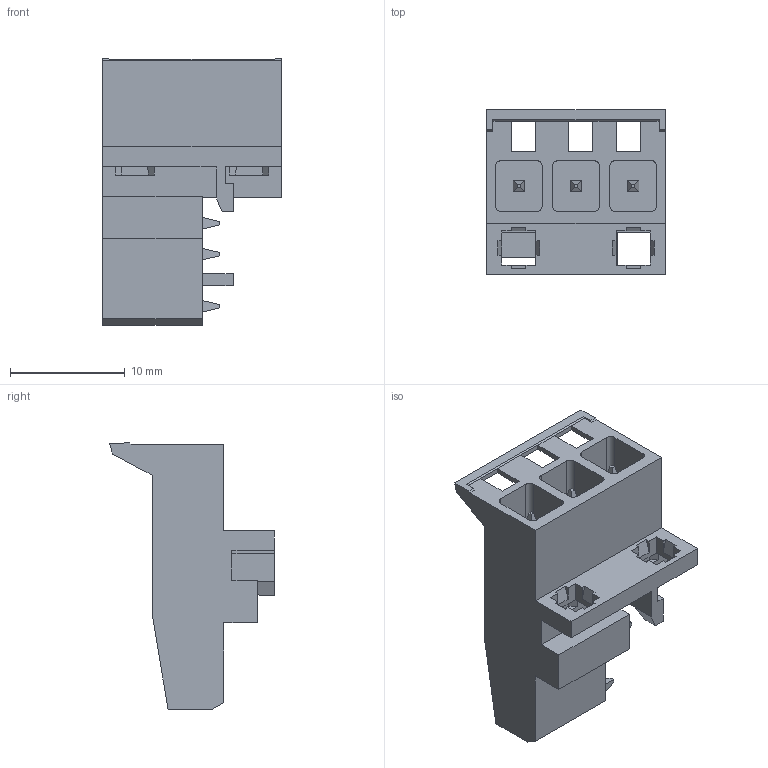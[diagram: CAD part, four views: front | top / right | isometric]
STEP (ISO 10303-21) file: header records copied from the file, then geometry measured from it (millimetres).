
FILE_DESCRIPTION(('CATIA V5 STEP Exchange','CAx-IF Rec.Pracs.--- Model Styling and Organization---1.4--- 2014-01-23'),'2;1');
FILE_NAME ('12878579_4_1063170000_S3D_SHL-SMT_5-00_03GR_1-5_XXX.stp','2021-11-30T12:24:40+00:00',('none'),('Weidmueller'),'CATIA Version 5-6 Release 2016 SP3 HF44','CATIA V5 STEP AP214','none');
FILE_SCHEMA(('AUTOMOTIVE_DESIGN { 1 0 10303 214 1 1 1 1 }'));
Length unit declared in the file: millimetre
Products named in the file (1): S3D_SHL-SMT_5-00_03GR_1-5_XXX
Bounding box: 15.6 x 14.38 x 23.25 mm (x, y, z)
Volume: 1544.2 mm3; surface area: 1911.7 mm2
Topology: 7 solids, 7 shells, 169 faces, 462 edges, 305 vertices
Faces by surface type: plane 157, extrusion 11, cylinder 1
Entity records: 5449 total; most frequent: CARTESIAN_POINT 996, ORIENTED_EDGE 924, DIRECTION 774, EDGE_CURVE 462, VECTOR 440, LINE 429, VERTEX_POINT 305, EDGE_LOOP 177
